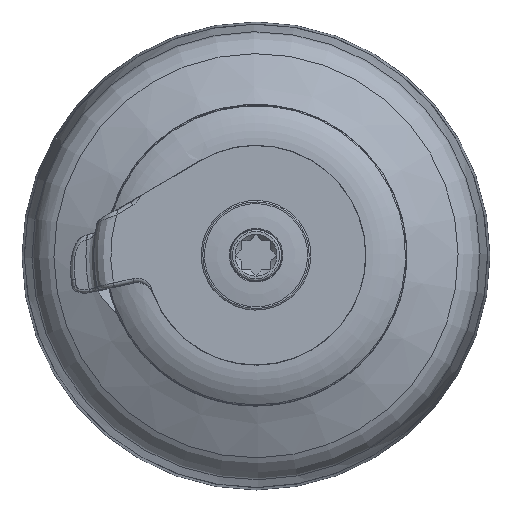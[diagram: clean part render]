
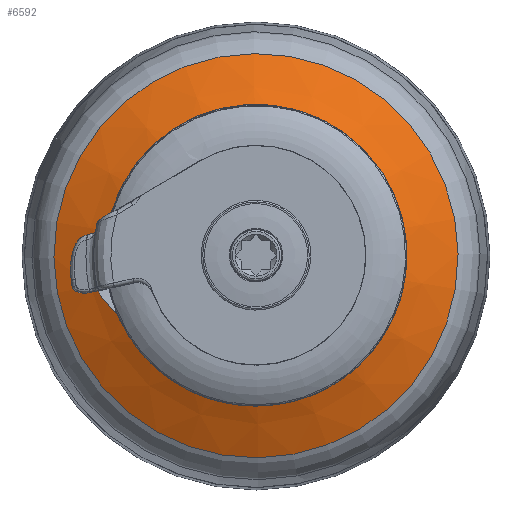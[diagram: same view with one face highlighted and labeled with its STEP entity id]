
A CAD part, top view. The second image highlights one B-rep face of the part: STEP entity #6592.
In plain terms, the highlighted conical face has half-angle 65.001 degrees and reference radius 104.392 mm.
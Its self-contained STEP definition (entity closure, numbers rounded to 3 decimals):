
#1445=FACE_BOUND('',#2326,.T.);
#1818=FACE_OUTER_BOUND('',#2325,.T.);
#2325=EDGE_LOOP('',(#5876));
#2326=EDGE_LOOP('',(#5877));
#2714=CIRCLE('',#7306,83.548);
#2715=CIRCLE('',#7308,125.237);
#3306=VERTEX_POINT('',#12482);
#3307=VERTEX_POINT('',#12485);
#4186=EDGE_CURVE('',#3306,#3306,#2714,.T.);
#4187=EDGE_CURVE('',#3307,#3307,#2715,.T.);
#5876=ORIENTED_EDGE('',*,*,#4187,.F.);
#5877=ORIENTED_EDGE('',*,*,#4186,.T.);
#6246=CONICAL_SURFACE('',#7307,104.392,65.001);
#6592=ADVANCED_FACE('',(#1818,#1445),#6246,.T.);
#7306=AXIS2_PLACEMENT_3D('',#12483,#9010,#9011);
#7307=AXIS2_PLACEMENT_3D('',#12484,#9012,#9013);
#7308=AXIS2_PLACEMENT_3D('',#12486,#9014,#9015);
#9010=DIRECTION('center_axis',(0.,0.,
-1.));
#9011=DIRECTION('ref_axis',(0.986,-0.164,0.));
#9012=DIRECTION('center_axis',(0.,0.,
-1.));
#9013=DIRECTION('ref_axis',(-0.986,0.164,0.));
#9014=DIRECTION('center_axis',(0.,0.,
-1.));
#9015=DIRECTION('ref_axis',(0.986,-0.164,0.));
#12482=CARTESIAN_POINT('',(-82.413,13.725,130.284));
#12483=CARTESIAN_POINT('Origin',(0.,0.,
130.284));
#12484=CARTESIAN_POINT('Origin',(0.,0.,
120.564));
#12485=CARTESIAN_POINT('',(-123.536,20.573,110.845));
#12486=CARTESIAN_POINT('Origin',(0.,0.,
110.845));
